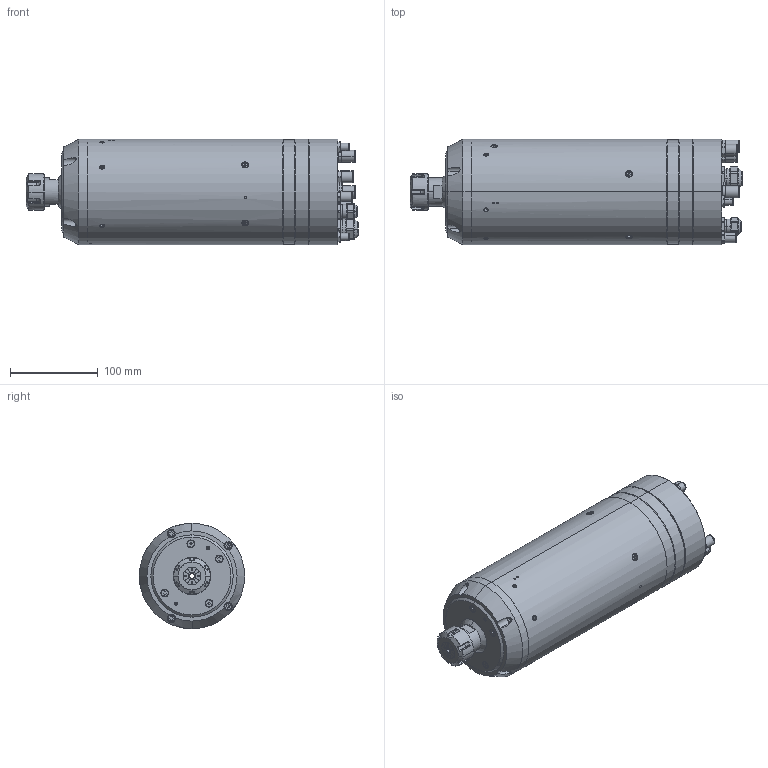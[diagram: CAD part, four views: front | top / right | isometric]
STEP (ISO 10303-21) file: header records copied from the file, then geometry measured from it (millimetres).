
FILE_DESCRIPTION (( 'STEP AP203' ), '1' );
FILE_NAME ('120SI36-00-.STEP', '2014-06-03T12:40:21', ( '' ), ( '' ), 'SwSTEP 2.0', 'SolidWorks 2014', '' );
FILE_SCHEMA (( 'CONFIG_CONTROL_DESIGN' ));
Length unit declared in the file: millimetre
Products named in the file (1): 120SI36-00-
Bounding box: 378.16 x 120 x 120 mm (x, y, z)
Surface area: 186367.2 mm2 (no closed solid volume)
Topology: 0 solids, 79 shells, 819 faces, 2595 edges, 1823 vertices
Faces by surface type: plane 372, cylinder 272, cone 100, torus 63, bspline 12
Entity records: 31230 total; most frequent: CARTESIAN_POINT 8117, DIRECTION 5062, ORIENTED_EDGE 4111, EDGE_CURVE 2569, AXIS2_PLACEMENT_3D 1880, VERTEX_POINT 1823, LINE 1302, VECTOR 1302
